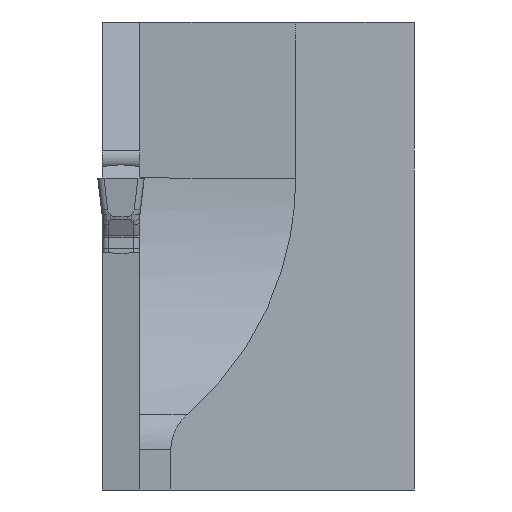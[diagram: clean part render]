
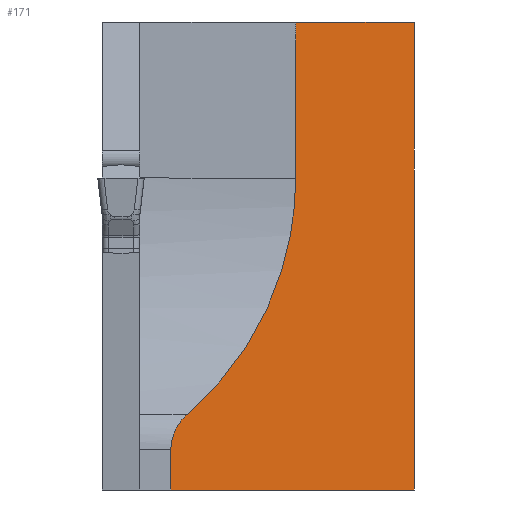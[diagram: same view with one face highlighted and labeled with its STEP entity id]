
A CAD part, left-side view. The second image highlights one B-rep face of the part: STEP entity #171.
In plain terms, the highlighted planar face has unit normal (-0.707, -0.707, 0).
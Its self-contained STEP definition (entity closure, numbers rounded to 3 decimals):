
#141=ELLIPSE('',#1512,4.243,3.);
#142=ELLIPSE('',#1525,28.284,20.);
#171=ADVANCED_FACE('',(#296),#253,.F.);
#253=PLANE('',#1528);
#296=FACE_OUTER_BOUND('',#382,.T.);
#382=EDGE_LOOP('',(#565,#566,#567,#568,#569,#570,#571));
#565=ORIENTED_EDGE('',*,*,#1074,.F.);
#566=ORIENTED_EDGE('',*,*,#1079,.F.);
#567=ORIENTED_EDGE('',*,*,#1070,.F.);
#568=ORIENTED_EDGE('',*,*,#1088,.F.);
#569=ORIENTED_EDGE('',*,*,#1089,.F.);
#570=ORIENTED_EDGE('',*,*,#1065,.F.);
#571=ORIENTED_EDGE('',*,*,#1063,.F.);
#927=VERTEX_POINT('',#2004);
#928=VERTEX_POINT('',#2006);
#929=VERTEX_POINT('',#2010);
#931=VERTEX_POINT('',#2015);
#932=VERTEX_POINT('',#2019);
#934=VERTEX_POINT('',#2026);
#938=VERTEX_POINT('',#2052);
#1063=EDGE_CURVE('',#928,#927,#1272,.T.);
#1065=EDGE_CURVE('',#927,#929,#141,.T.);
#1070=EDGE_CURVE('',#932,#931,#1278,.T.);
#1074=EDGE_CURVE('',#934,#928,#1282,.T.);
#1079=EDGE_CURVE('',#931,#934,#1286,.T.);
#1088=EDGE_CURVE('',#938,#932,#1295,.T.);
#1089=EDGE_CURVE('',#929,#938,#142,.T.);
#1272=LINE('',#2007,#1398);
#1278=LINE('',#2020,#1404);
#1282=LINE('',#2027,#1408);
#1286=LINE('',#2036,#1412);
#1295=LINE('',#2053,#1421);
#1398=VECTOR('',#1649,1.);
#1404=VECTOR('',#1661,1.);
#1408=VECTOR('',#1667,1.);
#1412=VECTOR('',#1675,1.);
#1421=VECTOR('',#1698,1.);
#1512=AXIS2_PLACEMENT_3D('',#2011,#1653,#1654);
#1525=AXIS2_PLACEMENT_3D('',#2055,#1701,#1702);
#1528=AXIS2_PLACEMENT_3D('',#2060,#1707,#1708);
#1649=DIRECTION('',(0.,0.,1.));
#1653=DIRECTION('',(0.707,0.707,0.));
#1654=DIRECTION('',(-0.707,0.707,0.));
#1661=DIRECTION('',(0.707,-0.707,0.));
#1667=DIRECTION('',(-0.707,0.707,0.));
#1675=DIRECTION('',(0.,0.,-1.));
#1698=DIRECTION('',(0.,0.,1.));
#1701=DIRECTION('',(-0.707,-0.707,0.));
#1702=DIRECTION('',(-0.707,0.707,0.));
#1707=DIRECTION('',(0.707,0.707,0.));
#1708=DIRECTION('',(0.707,-0.707,0.));
#2004=CARTESIAN_POINT('',(13.,15.6,-17.436));
#2006=CARTESIAN_POINT('',(13.,15.6,-20.));
#2007=CARTESIAN_POINT('',(13.,15.6,30.));
#2010=CARTESIAN_POINT('',(14.043,14.557,-15.161));
#2011=CARTESIAN_POINT('',(16.,12.6,-17.436));
#2015=CARTESIAN_POINT('',(28.6,0.,10.));
#2019=CARTESIAN_POINT('',(21.,7.6,10.));
#2020=CARTESIAN_POINT('',(28.6,0.,10.));
#2026=CARTESIAN_POINT('',(28.6,0.,-20.));
#2027=CARTESIAN_POINT('',(28.6,0.,-20.));
#2036=CARTESIAN_POINT('',(28.6,0.,30.));
#2052=CARTESIAN_POINT('',(21.,7.6,0.));
#2053=CARTESIAN_POINT('',(21.,7.6,30.));
#2055=CARTESIAN_POINT('',(1.,27.6,0.));
#2060=CARTESIAN_POINT('',(28.6,0.,30.));
